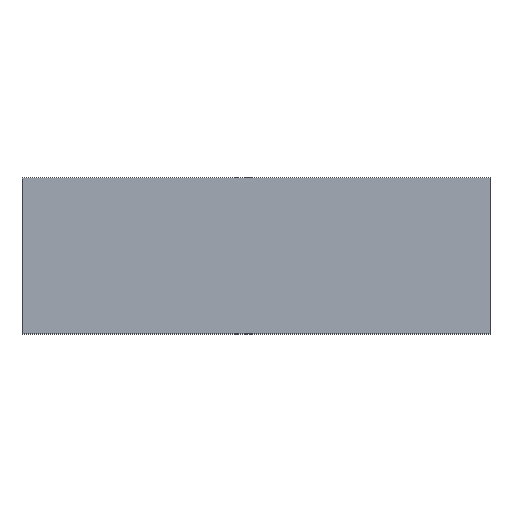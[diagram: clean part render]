
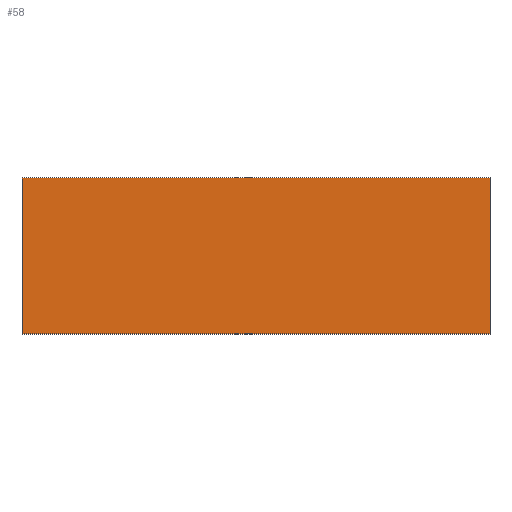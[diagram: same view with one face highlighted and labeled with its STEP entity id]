
A CAD part, top view. The second image highlights one B-rep face of the part: STEP entity #58.
In plain terms, the highlighted planar face has unit normal (0, 0, 1).
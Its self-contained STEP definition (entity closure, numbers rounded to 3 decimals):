
#8 = VERTEX_POINT ( 'NONE', #169 ) ;
#11 = CARTESIAN_POINT ( 'NONE',  ( -19.05, -6.35, 0.05 ) ) ;
#20 = ORIENTED_EDGE ( 'NONE', *, *, #190, .T. ) ;
#30 = ORIENTED_EDGE ( 'NONE', *, *, #181, .T. ) ;
#31 = CARTESIAN_POINT ( 'NONE',  ( -19.05, 6.35, 0.05 ) ) ;
#38 = LINE ( 'NONE', #146, #72 ) ;
#39 = CARTESIAN_POINT ( 'NONE',  ( -19.05, -6.35, 0.05 ) ) ;
#41 = DIRECTION ( 'NONE',  ( 0., 0., -1. ) ) ;
#42 = LINE ( 'NONE', #84, #78 ) ;
#47 = VERTEX_POINT ( 'NONE', #39 ) ;
#58 = ADVANCED_FACE ( 'NONE', ( #152 ), #224, .F. ) ;
#72 = VECTOR ( 'NONE', #194, 1000. ) ;
#78 = VECTOR ( 'NONE', #178, 1000. ) ;
#83 = CARTESIAN_POINT ( 'NONE',  ( 19.05, -6.35, 0.05 ) ) ;
#84 = CARTESIAN_POINT ( 'NONE',  ( -19.05, -6.35, 0.05 ) ) ;
#102 = DIRECTION ( 'NONE',  ( 0., 1., 0. ) ) ;
#107 = ORIENTED_EDGE ( 'NONE', *, *, #200, .T. ) ;
#117 = LINE ( 'NONE', #11, #222 ) ;
#121 = CARTESIAN_POINT ( 'NONE',  ( 19.05, 6.35, 0.05 ) ) ;
#132 = ORIENTED_EDGE ( 'NONE', *, *, #202, .T. ) ;
#137 = CARTESIAN_POINT ( 'NONE',  ( 0., 0., 0.05 ) ) ;
#139 = VERTEX_POINT ( 'NONE', #121 ) ;
#146 = CARTESIAN_POINT ( 'NONE',  ( -19.05, 6.35, 0.05 ) ) ;
#152 = FACE_OUTER_BOUND ( 'NONE', #204, .T. ) ;
#158 = DIRECTION ( 'NONE',  ( 0., -1., 0. ) ) ;
#169 = CARTESIAN_POINT ( 'NONE',  ( 19.05, -6.35, 0.05 ) ) ;
#170 = DIRECTION ( 'NONE',  ( -1., 0., 0. ) ) ;
#171 = VERTEX_POINT ( 'NONE', #31 ) ;
#178 = DIRECTION ( 'NONE',  ( 1., 0., 0. ) ) ;
#181 = EDGE_CURVE ( 'NONE', #139, #171, #38, .T. ) ;
#190 = EDGE_CURVE ( 'NONE', #171, #47, #117, .T. ) ;
#194 = DIRECTION ( 'NONE',  ( -1., 0., 0. ) ) ;
#200 = EDGE_CURVE ( 'NONE', #8, #139, #219, .T. ) ;
#202 = EDGE_CURVE ( 'NONE', #47, #8, #42, .T. ) ;
#204 = EDGE_LOOP ( 'NONE', ( #107, #30, #20, #132 ) ) ;
#205 = AXIS2_PLACEMENT_3D ( 'NONE', #137, #41, #170 ) ;
#219 = LINE ( 'NONE', #83, #237 ) ;
#222 = VECTOR ( 'NONE', #158, 1000. ) ;
#224 = PLANE ( 'NONE',  #205 ) ;
#237 = VECTOR ( 'NONE', #102, 1000. ) ;
